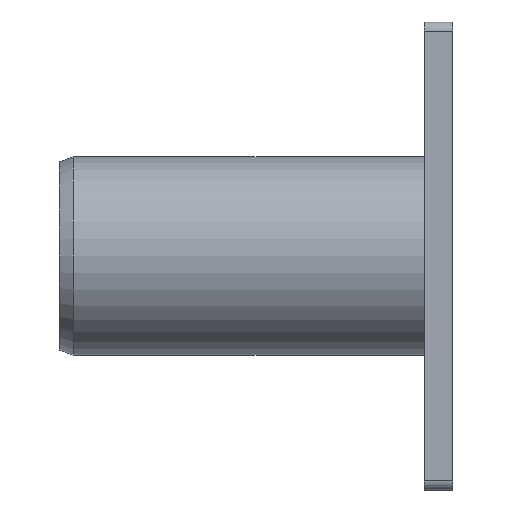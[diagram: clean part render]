
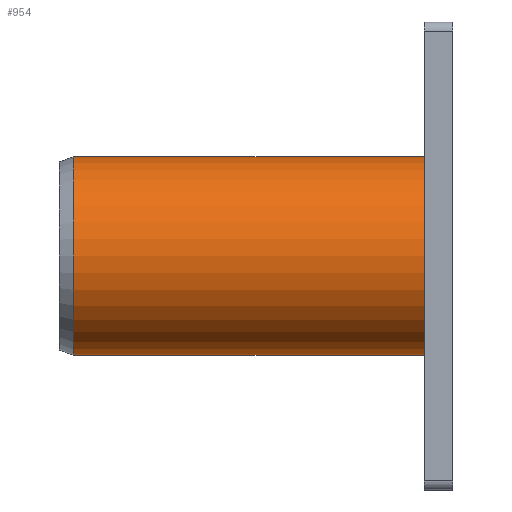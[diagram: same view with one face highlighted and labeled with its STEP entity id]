
A CAD part, left-side view. The second image highlights one B-rep face of the part: STEP entity #954.
In plain terms, the highlighted cylindrical face has radius 21.2 mm (diameter 42.4 mm), a partial arc.
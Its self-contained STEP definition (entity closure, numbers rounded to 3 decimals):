
#18 = VERTEX_POINT ( 'NONE', #340 ) ;
#42 = DIRECTION ( 'NONE',  ( 0., -1., 0. ) ) ;
#58 = CIRCLE ( 'NONE', #771, 21.2 ) ;
#78 = CARTESIAN_POINT ( 'NONE',  ( 0., 81., 0. ) ) ;
#99 = DIRECTION ( 'NONE',  ( 0., 0., -1. ) ) ;
#105 = FACE_OUTER_BOUND ( 'NONE', #491, .T. ) ;
#107 = LINE ( 'NONE', #494, #227 ) ;
#108 = VERTEX_POINT ( 'NONE', #305 ) ;
#138 = DIRECTION ( 'NONE',  ( 0., 0., 1. ) ) ;
#196 = DIRECTION ( 'NONE',  ( 0., -1., 0. ) ) ;
#202 = EDGE_CURVE ( 'NONE', #524, #108, #107, .T. ) ;
#227 = VECTOR ( 'NONE', #42, 1000. ) ;
#291 = VERTEX_POINT ( 'NONE', #572 ) ;
#305 = CARTESIAN_POINT ( 'NONE',  ( 0., 6., -21.2 ) ) ;
#312 = VECTOR ( 'NONE', #196, 1000. ) ;
#320 = ORIENTED_EDGE ( 'NONE', *, *, #202, .T. ) ;
#322 = EDGE_CURVE ( 'NONE', #18, #291, #568, .T. ) ;
#340 = CARTESIAN_POINT ( 'NONE',  ( 0., 81., 21.2 ) ) ;
#387 = AXIS2_PLACEMENT_3D ( 'NONE', #449, #621, #99 ) ;
#391 = CYLINDRICAL_SURFACE ( 'NONE', #387, 21.2 ) ;
#409 = DIRECTION ( 'NONE',  ( 0., 0., 1. ) ) ;
#449 = CARTESIAN_POINT ( 'NONE',  ( 0., 84., 0. ) ) ;
#461 = CARTESIAN_POINT ( 'NONE',  ( 0., 81., -21.2 ) ) ;
#489 = CARTESIAN_POINT ( 'NONE',  ( 0., 6., 0. ) ) ;
#491 = EDGE_LOOP ( 'NONE', ( #893, #616, #320, #948 ) ) ;
#494 = CARTESIAN_POINT ( 'NONE',  ( 0., 84., -21.2 ) ) ;
#524 = VERTEX_POINT ( 'NONE', #461 ) ;
#550 = AXIS2_PLACEMENT_3D ( 'NONE', #78, #951, #138 ) ;
#568 = LINE ( 'NONE', #861, #312 ) ;
#572 = CARTESIAN_POINT ( 'NONE',  ( 0., 6., 21.2 ) ) ;
#616 = ORIENTED_EDGE ( 'NONE', *, *, #832, .T. ) ;
#621 = DIRECTION ( 'NONE',  ( 0., -1., 0. ) ) ;
#699 = EDGE_CURVE ( 'NONE', #108, #291, #58, .T. ) ;
#700 = CIRCLE ( 'NONE', #550, 21.2 ) ;
#771 = AXIS2_PLACEMENT_3D ( 'NONE', #489, #784, #409 ) ;
#784 = DIRECTION ( 'NONE',  ( 0., 1., 0. ) ) ;
#832 = EDGE_CURVE ( 'NONE', #18, #524, #700, .T. ) ;
#861 = CARTESIAN_POINT ( 'NONE',  ( 0., 84., 21.2 ) ) ;
#893 = ORIENTED_EDGE ( 'NONE', *, *, #322, .F. ) ;
#948 = ORIENTED_EDGE ( 'NONE', *, *, #699, .T. ) ;
#951 = DIRECTION ( 'NONE',  ( 0., -1., 0. ) ) ;
#954 = ADVANCED_FACE ( 'NONE', ( #105 ), #391, .T. ) ;
